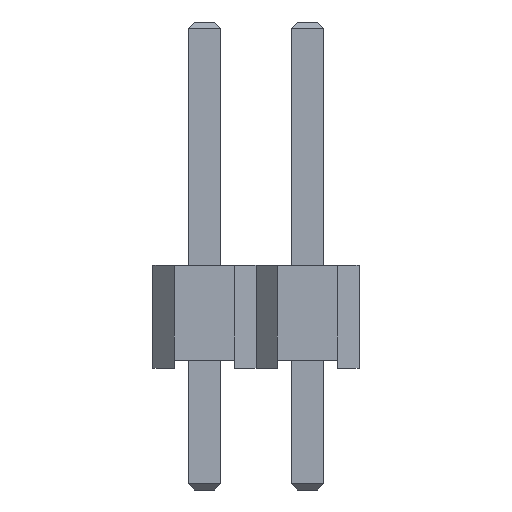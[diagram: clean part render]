
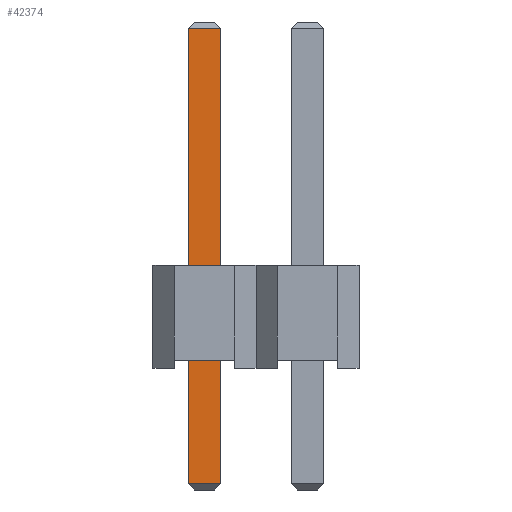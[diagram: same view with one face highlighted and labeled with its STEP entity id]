
A CAD part, front view. The second image highlights one B-rep face of the part: STEP entity #42374.
In plain terms, the highlighted planar face has unit normal (0, -1, 0).
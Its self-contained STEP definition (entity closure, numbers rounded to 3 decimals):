
#41962 = PLANE('',#41963);
#41963 = AXIS2_PLACEMENT_3D('',#41964,#41965,#41966);
#41964 = CARTESIAN_POINT('',(-0.4,-0.4,-3.));
#41965 = DIRECTION('',(-1.,0.,0.));
#41966 = DIRECTION('',(0.,1.,0.));
#42018 = PLANE('',#42019);
#42019 = AXIS2_PLACEMENT_3D('',#42020,#42021,#42022);
#42020 = CARTESIAN_POINT('',(0.4,0.4,-3.));
#42021 = DIRECTION('',(1.,0.,0.));
#42022 = DIRECTION('',(0.,-1.,0.));
#42059 = EDGE_CURVE('',#42060,#42062,#42064,.T.);
#42060 = VERTEX_POINT('',#42061);
#42061 = CARTESIAN_POINT('',(-0.4,-0.4,-2.85));
#42062 = VERTEX_POINT('',#42063);
#42063 = CARTESIAN_POINT('',(-0.4,-0.4,8.39));
#42064 = SURFACE_CURVE('',#42065,(#42069,#42076),.PCURVE_S1.);
#42065 = LINE('',#42066,#42067);
#42066 = CARTESIAN_POINT('',(-0.4,-0.4,-3.));
#42067 = VECTOR('',#42068,1.);
#42068 = DIRECTION('',(0.,0.,1.));
#42069 = PCURVE('',#41962,#42070);
#42070 = DEFINITIONAL_REPRESENTATION('',(#42071),#42075);
#42071 = LINE('',#42072,#42073);
#42072 = CARTESIAN_POINT('',(0.,0.));
#42073 = VECTOR('',#42074,1.);
#42074 = DIRECTION('',(0.,-1.));
#42075 = ( GEOMETRIC_REPRESENTATION_CONTEXT(2) 
PARAMETRIC_REPRESENTATION_CONTEXT() REPRESENTATION_CONTEXT('2D SPACE',''
  ) );
#42076 = PCURVE('',#42077,#42082);
#42077 = PLANE('',#42078);
#42078 = AXIS2_PLACEMENT_3D('',#42079,#42080,#42081);
#42079 = CARTESIAN_POINT('',(0.4,-0.4,-3.));
#42080 = DIRECTION('',(0.,-1.,0.));
#42081 = DIRECTION('',(-1.,0.,0.));
#42082 = DEFINITIONAL_REPRESENTATION('',(#42083),#42087);
#42083 = LINE('',#42084,#42085);
#42084 = CARTESIAN_POINT('',(0.8,0.));
#42085 = VECTOR('',#42086,1.);
#42086 = DIRECTION('',(0.,-1.));
#42087 = ( GEOMETRIC_REPRESENTATION_CONTEXT(2) 
PARAMETRIC_REPRESENTATION_CONTEXT() REPRESENTATION_CONTEXT('2D SPACE',''
  ) );
#42309 = VERTEX_POINT('',#42310);
#42310 = CARTESIAN_POINT('',(0.4,-0.4,8.39));
#42331 = EDGE_CURVE('',#42332,#42309,#42334,.T.);
#42332 = VERTEX_POINT('',#42333);
#42333 = CARTESIAN_POINT('',(0.4,-0.4,-2.85));
#42334 = SURFACE_CURVE('',#42335,(#42339,#42346),.PCURVE_S1.);
#42335 = LINE('',#42336,#42337);
#42336 = CARTESIAN_POINT('',(0.4,-0.4,-3.));
#42337 = VECTOR('',#42338,1.);
#42338 = DIRECTION('',(0.,0.,1.));
#42339 = PCURVE('',#42018,#42340);
#42340 = DEFINITIONAL_REPRESENTATION('',(#42341),#42345);
#42341 = LINE('',#42342,#42343);
#42342 = CARTESIAN_POINT('',(0.8,0.));
#42343 = VECTOR('',#42344,1.);
#42344 = DIRECTION('',(0.,-1.));
#42345 = ( GEOMETRIC_REPRESENTATION_CONTEXT(2) 
PARAMETRIC_REPRESENTATION_CONTEXT() REPRESENTATION_CONTEXT('2D SPACE',''
  ) );
#42346 = PCURVE('',#42077,#42347);
#42347 = DEFINITIONAL_REPRESENTATION('',(#42348),#42352);
#42348 = LINE('',#42349,#42350);
#42349 = CARTESIAN_POINT('',(0.,-0.));
#42350 = VECTOR('',#42351,1.);
#42351 = DIRECTION('',(0.,-1.));
#42352 = ( GEOMETRIC_REPRESENTATION_CONTEXT(2) 
PARAMETRIC_REPRESENTATION_CONTEXT() REPRESENTATION_CONTEXT('2D SPACE',''
  ) );
#42374 = ADVANCED_FACE('',(#42375),#42077,.T.);
#42375 = FACE_BOUND('',#42376,.T.);
#42376 = EDGE_LOOP('',(#42377,#42378,#42404,#42405));
#42377 = ORIENTED_EDGE('',*,*,#42331,.T.);
#42378 = ORIENTED_EDGE('',*,*,#42379,.T.);
#42379 = EDGE_CURVE('',#42309,#42062,#42380,.T.);
#42380 = SURFACE_CURVE('',#42381,(#42385,#42392),.PCURVE_S1.);
#42381 = LINE('',#42382,#42383);
#42382 = CARTESIAN_POINT('',(0.4,-0.4,8.39));
#42383 = VECTOR('',#42384,1.);
#42384 = DIRECTION('',(-1.,0.,0.));
#42385 = PCURVE('',#42077,#42386);
#42386 = DEFINITIONAL_REPRESENTATION('',(#42387),#42391);
#42387 = LINE('',#42388,#42389);
#42388 = CARTESIAN_POINT('',(0.,-11.39));
#42389 = VECTOR('',#42390,1.);
#42390 = DIRECTION('',(1.,0.));
#42391 = ( GEOMETRIC_REPRESENTATION_CONTEXT(2) 
PARAMETRIC_REPRESENTATION_CONTEXT() REPRESENTATION_CONTEXT('2D SPACE',''
  ) );
#42392 = PCURVE('',#42393,#42398);
#42393 = PLANE('',#42394);
#42394 = AXIS2_PLACEMENT_3D('',#42395,#42396,#42397);
#42395 = CARTESIAN_POINT('',(0.4,-0.325,8.465));
#42396 = DIRECTION('',(0.,-0.707,0.707));
#42397 = DIRECTION('',(1.,0.,0.));
#42398 = DEFINITIONAL_REPRESENTATION('',(#42399),#42403);
#42399 = LINE('',#42400,#42401);
#42400 = CARTESIAN_POINT('',(-0.,-0.106));
#42401 = VECTOR('',#42402,1.);
#42402 = DIRECTION('',(-1.,0.));
#42403 = ( GEOMETRIC_REPRESENTATION_CONTEXT(2) 
PARAMETRIC_REPRESENTATION_CONTEXT() REPRESENTATION_CONTEXT('2D SPACE',''
  ) );
#42404 = ORIENTED_EDGE('',*,*,#42059,.F.);
#42405 = ORIENTED_EDGE('',*,*,#42406,.F.);
#42406 = EDGE_CURVE('',#42332,#42060,#42407,.T.);
#42407 = SURFACE_CURVE('',#42408,(#42412,#42419),.PCURVE_S1.);
#42408 = LINE('',#42409,#42410);
#42409 = CARTESIAN_POINT('',(0.4,-0.4,-2.85));
#42410 = VECTOR('',#42411,1.);
#42411 = DIRECTION('',(-1.,0.,0.));
#42412 = PCURVE('',#42077,#42413);
#42413 = DEFINITIONAL_REPRESENTATION('',(#42414),#42418);
#42414 = LINE('',#42415,#42416);
#42415 = CARTESIAN_POINT('',(0.,-0.15));
#42416 = VECTOR('',#42417,1.);
#42417 = DIRECTION('',(1.,0.));
#42418 = ( GEOMETRIC_REPRESENTATION_CONTEXT(2) 
PARAMETRIC_REPRESENTATION_CONTEXT() REPRESENTATION_CONTEXT('2D SPACE',''
  ) );
#42419 = PCURVE('',#42420,#42425);
#42420 = PLANE('',#42421);
#42421 = AXIS2_PLACEMENT_3D('',#42422,#42423,#42424);
#42422 = CARTESIAN_POINT('',(0.4,-0.325,-2.925));
#42423 = DIRECTION('',(0.,0.707,0.707)
  );
#42424 = DIRECTION('',(1.,0.,0.));
#42425 = DEFINITIONAL_REPRESENTATION('',(#42426),#42430);
#42426 = LINE('',#42427,#42428);
#42427 = CARTESIAN_POINT('',(-0.,-0.106));
#42428 = VECTOR('',#42429,1.);
#42429 = DIRECTION('',(-1.,0.));
#42430 = ( GEOMETRIC_REPRESENTATION_CONTEXT(2) 
PARAMETRIC_REPRESENTATION_CONTEXT() REPRESENTATION_CONTEXT('2D SPACE',''
  ) );
